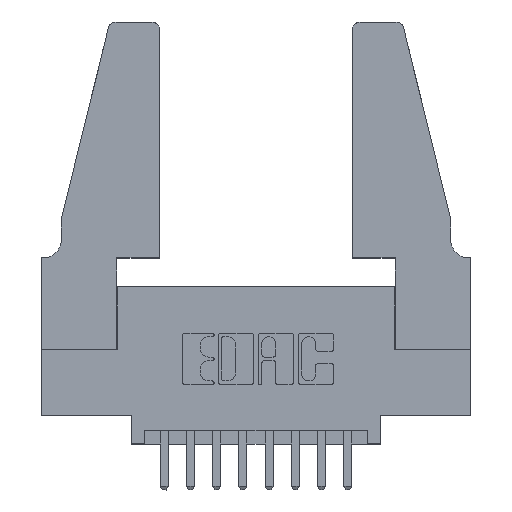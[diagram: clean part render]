
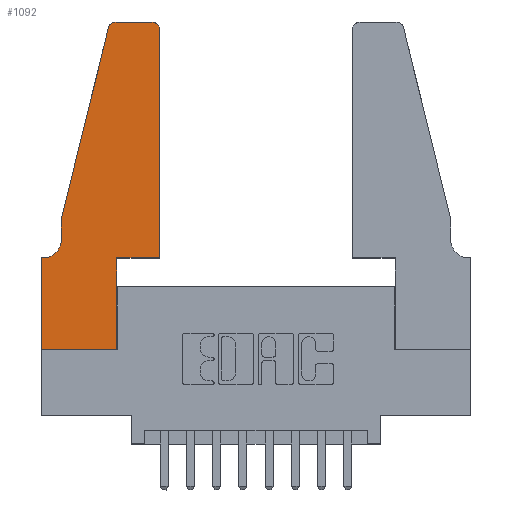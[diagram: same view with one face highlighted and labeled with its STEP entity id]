
A CAD part, top view. The second image highlights one B-rep face of the part: STEP entity #1092.
In plain terms, the highlighted planar face has unit normal (0, 0, 1).
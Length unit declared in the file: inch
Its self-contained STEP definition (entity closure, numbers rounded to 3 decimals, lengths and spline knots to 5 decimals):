
#61 = VECTOR ( 'NONE', #5878, 39.37008 ) ;
#400 = VECTOR ( 'NONE', #12147, 39.37008 ) ;
#1007 = EDGE_CURVE ( 'NONE', #8472, #9303, #7274, .T. ) ;
#1092 = ADVANCED_FACE ( 'NONE', ( #11824 ), #4364, .T. ) ;
#1342 = DIRECTION ( 'NONE',  ( 1., 0., 0. ) ) ;
#1350 = LINE ( 'NONE', #3043, #9185 ) ;
#1453 = CARTESIAN_POINT ( 'NONE',  ( 0.4505, 0.35, 0.37 ) ) ;
#1481 = ORIENTED_EDGE ( 'NONE', *, *, #5891, .T. ) ;
#1582 = ORIENTED_EDGE ( 'NONE', *, *, #2363, .T. ) ;
#1616 = ORIENTED_EDGE ( 'NONE', *, *, #7160, .T. ) ;
#1782 = EDGE_CURVE ( 'NONE', #12253, #4915, #1350, .T. ) ;
#1859 = VECTOR ( 'NONE', #2453, 39.37008 ) ;
#2139 = VECTOR ( 'NONE', #3522, 39.37008 ) ;
#2359 = VERTEX_POINT ( 'NONE', #13008 ) ;
#2363 = EDGE_CURVE ( 'NONE', #8111, #3557, #7893, .T. ) ;
#2453 = DIRECTION ( 'NONE',  ( 0., 1., 0. ) ) ;
#2487 = ORIENTED_EDGE ( 'NONE', *, *, #6401, .T. ) ;
#2490 = DIRECTION ( 'NONE',  ( 0., 0., 1. ) ) ;
#2645 = DIRECTION ( 'NONE',  ( 0., 1., 0. ) ) ;
#2771 = CARTESIAN_POINT ( 'NONE',  ( 0.0055, 0.42, 0.37 ) ) ;
#2983 = ORIENTED_EDGE ( 'NONE', *, *, #11152, .T. ) ;
#2998 = CARTESIAN_POINT ( 'NONE',  ( 0., 0., 0.37 ) ) ;
#3003 = VECTOR ( 'NONE', #4312, 39.37008 ) ;
#3043 = CARTESIAN_POINT ( 'NONE',  ( 0.0755, 0.5, 0.37 ) ) ;
#3431 = CARTESIAN_POINT ( 'NONE',  ( 0.2605, 1.25, 0.37 ) ) ;
#3522 = DIRECTION ( 'NONE',  ( 1., 0., 0. ) ) ;
#3557 = VERTEX_POINT ( 'NONE', #9734 ) ;
#3643 = ORIENTED_EDGE ( 'NONE', *, *, #7299, .T. ) ;
#3655 = DIRECTION ( 'NONE',  ( 0., -1., 0. ) ) ;
#3802 = DIRECTION ( 'NONE',  ( -1., 0., 0. ) ) ;
#4106 = ORIENTED_EDGE ( 'NONE', *, *, #4610, .T. ) ;
#4266 = CARTESIAN_POINT ( 'NONE',  ( 0.0755, 0.5, 0.37 ) ) ;
#4312 = DIRECTION ( 'NONE',  ( -0.239, -0.971, 0. ) ) ;
#4364 = PLANE ( 'NONE',  #12446 ) ;
#4527 = ORIENTED_EDGE ( 'NONE', *, *, #9605, .T. ) ;
#4530 = EDGE_CURVE ( 'NONE', #6958, #8111, #7767, .T. ) ;
#4540 = DIRECTION ( 'NONE',  ( 0., 0., 1. ) ) ;
#4610 = EDGE_CURVE ( 'NONE', #4915, #9747, #6796, .T. ) ;
#4859 = CARTESIAN_POINT ( 'NONE',  ( 0., 0., 0.37 ) ) ;
#4915 = VERTEX_POINT ( 'NONE', #7329 ) ;
#4932 = CARTESIAN_POINT ( 'NONE',  ( 0.4505, 0.35, 0.37 ) ) ;
#5134 = CARTESIAN_POINT ( 'NONE',  ( 0.284, 1.25, 0.37 ) ) ;
#5235 = ORIENTED_EDGE ( 'NONE', *, *, #9320, .T. ) ;
#5242 = ORIENTED_EDGE ( 'NONE', *, *, #4530, .T. ) ;
#5379 = CARTESIAN_POINT ( 'NONE',  ( 0.25487, 1.22718, 0.37 ) ) ;
#5570 = CARTESIAN_POINT ( 'NONE',  ( 0.4505, 0.35, 0.37 ) ) ;
#5603 = VERTEX_POINT ( 'NONE', #8140 ) ;
#5878 = DIRECTION ( 'NONE',  ( 1., 0., 0. ) ) ;
#5891 = EDGE_CURVE ( 'NONE', #5603, #2359, #10148, .T. ) ;
#5942 = CIRCLE ( 'NONE', #8797, 0.03 ) ;
#5978 = AXIS2_PLACEMENT_3D ( 'NONE', #2771, #9965, #3802 ) ;
#6401 = EDGE_CURVE ( 'NONE', #10829, #12253, #8793, .T. ) ;
#6796 = CIRCLE ( 'NONE', #5978, 0.07 ) ;
#6814 = CARTESIAN_POINT ( 'NONE',  ( 0.0055, 0.35, 0.37 ) ) ;
#6958 = VERTEX_POINT ( 'NONE', #12400 ) ;
#7160 = EDGE_CURVE ( 'NONE', #9303, #5603, #13115, .T. ) ;
#7274 = LINE ( 'NONE', #5570, #2139 ) ;
#7299 = EDGE_CURVE ( 'NONE', #3557, #8472, #8766, .T. ) ;
#7329 = CARTESIAN_POINT ( 'NONE',  ( 0.0755, 0.42, 0.37 ) ) ;
#7705 = ORIENTED_EDGE ( 'NONE', *, *, #1007, .T. ) ;
#7767 = LINE ( 'NONE', #10836, #10505 ) ;
#7893 = LINE ( 'NONE', #4859, #61 ) ;
#8111 = VERTEX_POINT ( 'NONE', #2998 ) ;
#8140 = CARTESIAN_POINT ( 'NONE',  ( 0.4505, 1.22, 0.37 ) ) ;
#8386 = CARTESIAN_POINT ( 'NONE',  ( 0.0755, 0.5, 0.37 ) ) ;
#8472 = VERTEX_POINT ( 'NONE', #12846 ) ;
#8636 = CARTESIAN_POINT ( 'NONE',  ( 0.4205, 1.22, 0.37 ) ) ;
#8766 = LINE ( 'NONE', #9825, #11195 ) ;
#8793 = LINE ( 'NONE', #4266, #3003 ) ;
#8797 = AXIS2_PLACEMENT_3D ( 'NONE', #10709, #4540, #11756 ) ;
#9185 = VECTOR ( 'NONE', #3655, 39.37008 ) ;
#9303 = VERTEX_POINT ( 'NONE', #4932 ) ;
#9320 = EDGE_CURVE ( 'NONE', #9747, #6958, #11296, .T. ) ;
#9605 = EDGE_CURVE ( 'NONE', #9964, #10829, #5942, .T. ) ;
#9671 = CARTESIAN_POINT ( 'NONE',  ( 0., 0.35, 0.37 ) ) ;
#9676 = DIRECTION ( 'NONE',  ( 1., 0., 0. ) ) ;
#9734 = CARTESIAN_POINT ( 'NONE',  ( 0.2865, 0., 0.37 ) ) ;
#9747 = VERTEX_POINT ( 'NONE', #6814 ) ;
#9825 = CARTESIAN_POINT ( 'NONE',  ( 0.2865, 0.35, 0.37 ) ) ;
#9964 = VERTEX_POINT ( 'NONE', #5134 ) ;
#9965 = DIRECTION ( 'NONE',  ( 0., 0., -1. ) ) ;
#10148 = CIRCLE ( 'NONE', #10486, 0.03 ) ;
#10486 = AXIS2_PLACEMENT_3D ( 'NONE', #8636, #2490, #9676 ) ;
#10505 = VECTOR ( 'NONE', #11873, 39.37008 ) ;
#10621 = DIRECTION ( 'NONE',  ( 0., 0., 1. ) ) ;
#10628 = DIRECTION ( 'NONE',  ( -1., 0., 0. ) ) ;
#10709 = CARTESIAN_POINT ( 'NONE',  ( 0.284, 1.22, 0.37 ) ) ;
#10829 = VERTEX_POINT ( 'NONE', #5379 ) ;
#10836 = CARTESIAN_POINT ( 'NONE',  ( 0., 0., 0.37 ) ) ;
#10923 = LINE ( 'NONE', #3431, #11238 ) ;
#11125 = CARTESIAN_POINT ( 'NONE',  ( 0.0755, 0.35, 0.37 ) ) ;
#11152 = EDGE_CURVE ( 'NONE', #2359, #9964, #10923, .T. ) ;
#11195 = VECTOR ( 'NONE', #2645, 39.37008 ) ;
#11238 = VECTOR ( 'NONE', #10628, 39.37008 ) ;
#11296 = LINE ( 'NONE', #11125, #400 ) ;
#11756 = DIRECTION ( 'NONE',  ( 1., 0., 0. ) ) ;
#11824 = FACE_OUTER_BOUND ( 'NONE', #12326, .T. ) ;
#11873 = DIRECTION ( 'NONE',  ( 0., -1., 0. ) ) ;
#11889 = ORIENTED_EDGE ( 'NONE', *, *, #1782, .T. ) ;
#12147 = DIRECTION ( 'NONE',  ( -1., 0., 0. ) ) ;
#12253 = VERTEX_POINT ( 'NONE', #8386 ) ;
#12326 = EDGE_LOOP ( 'NONE', ( #2983, #4527, #2487, #11889, #4106, #5235, #5242, #1582, #3643, #7705, #1616, #1481 ) ) ;
#12400 = CARTESIAN_POINT ( 'NONE',  ( 0., 0.35, 0.37 ) ) ;
#12446 = AXIS2_PLACEMENT_3D ( 'NONE', #9671, #10621, #1342 ) ;
#12846 = CARTESIAN_POINT ( 'NONE',  ( 0.2865, 0.35, 0.37 ) ) ;
#13008 = CARTESIAN_POINT ( 'NONE',  ( 0.4205, 1.25, 0.37 ) ) ;
#13115 = LINE ( 'NONE', #1453, #1859 ) ;
